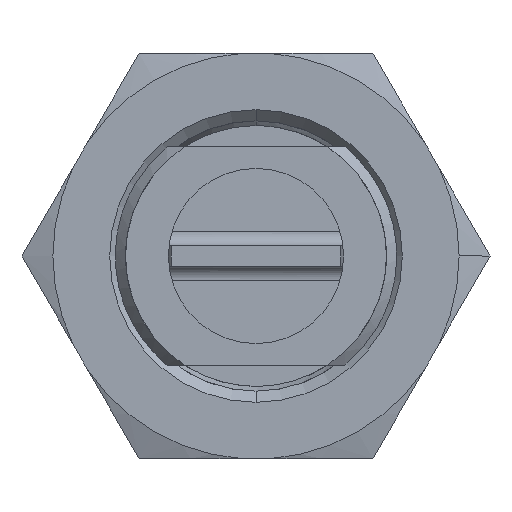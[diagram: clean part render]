
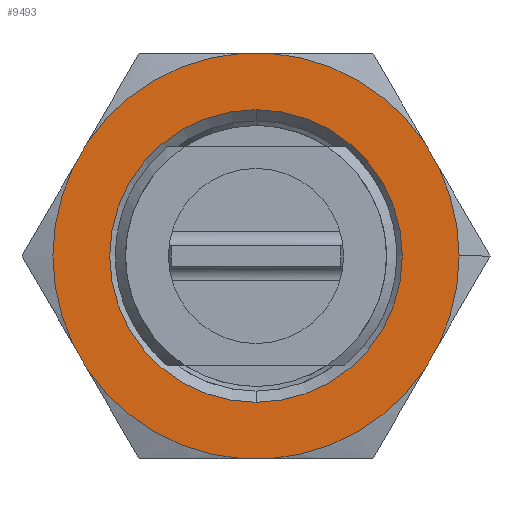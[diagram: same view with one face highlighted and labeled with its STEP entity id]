
A CAD part, front view. The second image highlights one B-rep face of the part: STEP entity #9493.
In plain terms, the highlighted planar face has unit normal (0, -1, 0).
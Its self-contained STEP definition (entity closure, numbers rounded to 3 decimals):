
#1 = CIRCLE ( 'NONE', #47, 3.988 ) ;
#28 = CARTESIAN_POINT ( 'NONE',  ( 0.809, -7.195, -3.519 ) ) ;
#44 = DIRECTION ( 'NONE',  ( 1., 0., 0. ) ) ;
#45 = DIRECTION ( 'NONE',  ( 0., 1., 0. ) ) ;
#46 = CARTESIAN_POINT ( 'NONE',  ( 0.809, -7.195, 0.469 ) ) ;
#47 = AXIS2_PLACEMENT_3D ( 'NONE', #46, #45, #44 ) ;
#114 = CARTESIAN_POINT ( 'NONE',  ( 5.781, -7.195, 2.907 ) ) ;
#115 = CARTESIAN_POINT ( 'NONE',  ( 6.346, -7.195, 0.469 ) ) ;
#155 = CARTESIAN_POINT ( 'NONE',  ( 0.809, -7.195, 4.457 ) ) ;
#5805 = FACE_OUTER_BOUND ( 'NONE', #9490, .T. ) ;
#5806 = FACE_BOUND ( 'NONE', #9499, .T. ) ;
#5807 = DIRECTION ( 'NONE',  ( 1., 0., 0. ) ) ;
#5808 = DIRECTION ( 'NONE',  ( 0., 1., 0. ) ) ;
#5809 = AXIS2_PLACEMENT_3D ( 'NONE', #5816, #5808, #5807 ) ;
#5810 = CIRCLE ( 'NONE', #5809, 3.988 ) ;
#5816 = CARTESIAN_POINT ( 'NONE',  ( 0.809, -7.195, 0.469 ) ) ;
#5820 = CIRCLE ( 'NONE', #5869, 5.537 ) ;
#5837 = DIRECTION ( 'NONE',  ( -1., 0., 0. ) ) ;
#5838 = DIRECTION ( 'NONE',  ( 0., -1., 0. ) ) ;
#5839 = CARTESIAN_POINT ( 'NONE',  ( 4.492, -7.195, 0.469 ) ) ;
#5840 = AXIS2_PLACEMENT_3D ( 'NONE', #5839, #5838, #5837 ) ;
#5842 = PLANE ( 'NONE',  #5840 ) ;
#5866 = DIRECTION ( 'NONE',  ( 1., 0., 0. ) ) ;
#5867 = DIRECTION ( 'NONE',  ( 0., -1., 0. ) ) ;
#5868 = CARTESIAN_POINT ( 'NONE',  ( 0.809, -7.195, 0.469 ) ) ;
#5869 = AXIS2_PLACEMENT_3D ( 'NONE', #5868, #5867, #5866 ) ;
#5874 = LINE ( 'NONE', #5928, #5927 ) ;
#5926 = DIRECTION ( 'NONE',  ( 0.5, 0., -0.866 ) ) ;
#5927 = VECTOR ( 'NONE', #5926, 1000. ) ;
#5928 = CARTESIAN_POINT ( 'NONE',  ( 6.514, -7.195, 1.636 ) ) ;
#6079 = CARTESIAN_POINT ( 'NONE',  ( 5.406, -7.195, 3.556 ) ) ;
#6117 = CARTESIAN_POINT ( 'NONE',  ( 0.434, -7.195, 5.993 ) ) ;
#6135 = CARTESIAN_POINT ( 'NONE',  ( 5.781, -7.195, -1.969 ) ) ;
#6136 = DIRECTION ( 'NONE',  ( 1., 0., 0. ) ) ;
#6137 = DIRECTION ( 'NONE',  ( 0., -1., 0. ) ) ;
#6138 = CARTESIAN_POINT ( 'NONE',  ( 0.809, -7.195, 0.469 ) ) ;
#6139 = AXIS2_PLACEMENT_3D ( 'NONE', #6138, #6137, #6136 ) ;
#6140 = CIRCLE ( 'NONE', #6139, 5.537 ) ;
#6168 = DIRECTION ( 'NONE',  ( 1., 0., 0. ) ) ;
#6169 = DIRECTION ( 'NONE',  ( 0., -1., 0. ) ) ;
#6170 = CARTESIAN_POINT ( 'NONE',  ( 0.809, -7.195, 0.469 ) ) ;
#6171 = AXIS2_PLACEMENT_3D ( 'NONE', #6170, #6169, #6168 ) ;
#6172 = CIRCLE ( 'NONE', #6171, 5.537 ) ;
#6177 = DIRECTION ( 'NONE',  ( 1., 0., 0. ) ) ;
#6178 = DIRECTION ( 'NONE',  ( 0., -1., 0. ) ) ;
#6179 = CARTESIAN_POINT ( 'NONE',  ( 0.809, -7.195, 0.469 ) ) ;
#6180 = AXIS2_PLACEMENT_3D ( 'NONE', #6179, #6178, #6177 ) ;
#6181 = CIRCLE ( 'NONE', #6180, 5.537 ) ;
#6186 = CARTESIAN_POINT ( 'NONE',  ( -3.788, -7.195, 3.556 ) ) ;
#6305 = CARTESIAN_POINT ( 'NONE',  ( 5.406, -7.195, -2.618 ) ) ;
#6316 = CIRCLE ( 'NONE', #6363, 5.537 ) ;
#6339 = CARTESIAN_POINT ( 'NONE',  ( 1.184, -7.195, -5.056 ) ) ;
#6345 = CARTESIAN_POINT ( 'NONE',  ( 0.809, -7.195, 0.469 ) ) ;
#6355 = CARTESIAN_POINT ( 'NONE',  ( -3.788, -7.195, -2.618 ) ) ;
#6356 = DIRECTION ( 'NONE',  ( 1., 0., 0. ) ) ;
#6357 = DIRECTION ( 'NONE',  ( 0., -1., 0. ) ) ;
#6358 = CARTESIAN_POINT ( 'NONE',  ( 0.809, -7.195, 0.469 ) ) ;
#6363 = AXIS2_PLACEMENT_3D ( 'NONE', #6358, #6357, #6356 ) ;
#6385 = DIRECTION ( 'NONE',  ( 1., 0., 0. ) ) ;
#6386 = DIRECTION ( 'NONE',  ( 0., -1., 0. ) ) ;
#6387 = AXIS2_PLACEMENT_3D ( 'NONE', #6345, #6386, #6385 ) ;
#6388 = CIRCLE ( 'NONE', #6387, 5.537 ) ;
#6467 = CARTESIAN_POINT ( 'NONE',  ( 0.434, -7.195, -5.056 ) ) ;
#8750 = EDGE_CURVE ( 'NONE', #28559, #28560, #13810, .T. ) ;
#8830 = EDGE_CURVE ( 'NONE', #9551, #8853, #14059, .T. ) ;
#8839 = EDGE_CURVE ( 'NONE', #28471, #9583, #14121, .T. ) ;
#8843 = EDGE_CURVE ( 'NONE', #9580, #9610, #14113, .T. ) ;
#8845 = EDGE_CURVE ( 'NONE', #9621, #28500, #14109, .T. ) ;
#8853 = VERTEX_POINT ( 'NONE', #14099 ) ;
#8913 = EDGE_CURVE ( 'NONE', #9616, #9645, #14232, .T. ) ;
#9403 = ORIENTED_EDGE ( 'NONE', *, *, #9500, .T. ) ;
#9414 = ORIENTED_EDGE ( 'NONE', *, *, #9584, .T. ) ;
#9416 = ORIENTED_EDGE ( 'NONE', *, *, #8830, .F. ) ;
#9440 = ORIENTED_EDGE ( 'NONE', *, *, #8845, .F. ) ;
#9475 = ORIENTED_EDGE ( 'NONE', *, *, #8843, .F. ) ;
#9476 = ORIENTED_EDGE ( 'NONE', *, *, #9620, .T. ) ;
#9477 = ORIENTED_EDGE ( 'NONE', *, *, #9521, .F. ) ;
#9478 = ORIENTED_EDGE ( 'NONE', *, *, #9590, .T. ) ;
#9480 = ORIENTED_EDGE ( 'NONE', *, *, #9627, .T. ) ;
#9481 = ORIENTED_EDGE ( 'NONE', *, *, #8750, .T. ) ;
#9484 = ORIENTED_EDGE ( 'NONE', *, *, #9577, .T. ) ;
#9485 = ORIENTED_EDGE ( 'NONE', *, *, #8913, .F. ) ;
#9490 = EDGE_LOOP ( 'NONE', ( #9507, #9476, #9440, #9480, #9485, #9478, #9475, #9484, #9481, #9477, #9403, #9416, #9414 ) ) ;
#9491 = EDGE_CURVE ( 'NONE', #28580, #28530, #5810, .T. ) ;
#9493 = ADVANCED_FACE ( 'NONE', ( #5806, #5805 ), #5842, .T. ) ;
#9496 = ORIENTED_EDGE ( 'NONE', *, *, #28522, .T. ) ;
#9499 = EDGE_LOOP ( 'NONE', ( #9496, #9508 ) ) ;
#9500 = EDGE_CURVE ( 'NONE', #9540, #8853, #5820, .T. ) ;
#9507 = ORIENTED_EDGE ( 'NONE', *, *, #8839, .F. ) ;
#9508 = ORIENTED_EDGE ( 'NONE', *, *, #9491, .T. ) ;
#9521 = EDGE_CURVE ( 'NONE', #9540, #28560, #5874, .T. ) ;
#9540 = VERTEX_POINT ( 'NONE', #6079 ) ;
#9551 = VERTEX_POINT ( 'NONE', #6117 ) ;
#9577 = EDGE_CURVE ( 'NONE', #9580, #28559, #6140, .T. ) ;
#9580 = VERTEX_POINT ( 'NONE', #6135 ) ;
#9583 = VERTEX_POINT ( 'NONE', #6186 ) ;
#9584 = EDGE_CURVE ( 'NONE', #9551, #9583, #6181, .T. ) ;
#9590 = EDGE_CURVE ( 'NONE', #9616, #9610, #6172, .T. ) ;
#9610 = VERTEX_POINT ( 'NONE', #6305 ) ;
#9616 = VERTEX_POINT ( 'NONE', #6339 ) ;
#9620 = EDGE_CURVE ( 'NONE', #28471, #28500, #6316, .T. ) ;
#9621 = VERTEX_POINT ( 'NONE', #6355 ) ;
#9627 = EDGE_CURVE ( 'NONE', #9621, #9645, #6388, .T. ) ;
#9645 = VERTEX_POINT ( 'NONE', #6467 ) ;
#13807 = DIRECTION ( 'NONE',  ( 1., 0., 0. ) ) ;
#13808 = DIRECTION ( 'NONE',  ( 0., -1., 0. ) ) ;
#13809 = AXIS2_PLACEMENT_3D ( 'NONE', #13816, #13808, #13807 ) ;
#13810 = CIRCLE ( 'NONE', #13809, 5.537 ) ;
#13816 = CARTESIAN_POINT ( 'NONE',  ( 0.809, -7.195, 0.469 ) ) ;
#14056 = DIRECTION ( 'NONE',  ( 1., 0., 0. ) ) ;
#14057 = VECTOR ( 'NONE', #14056, 1000. ) ;
#14058 = CARTESIAN_POINT ( 'NONE',  ( 4.492, -7.195, 5.993 ) ) ;
#14059 = LINE ( 'NONE', #14058, #14057 ) ;
#14099 = CARTESIAN_POINT ( 'NONE',  ( 1.184, -7.195, 5.993 ) ) ;
#14106 = DIRECTION ( 'NONE',  ( -0.5, 0., 0.866 ) ) ;
#14107 = VECTOR ( 'NONE', #14106, 1000. ) ;
#14108 = CARTESIAN_POINT ( 'NONE',  ( -3.055, -7.195, -3.888 ) ) ;
#14109 = LINE ( 'NONE', #14108, #14107 ) ;
#14110 = DIRECTION ( 'NONE',  ( -0.5, 0., -0.866 ) ) ;
#14111 = VECTOR ( 'NONE', #14110, 1000. ) ;
#14112 = CARTESIAN_POINT ( 'NONE',  ( 6.514, -7.195, -0.698 ) ) ;
#14113 = LINE ( 'NONE', #14112, #14111 ) ;
#14118 = DIRECTION ( 'NONE',  ( 0.5, 0., 0.866 ) ) ;
#14119 = VECTOR ( 'NONE', #14118, 1000. ) ;
#14120 = CARTESIAN_POINT ( 'NONE',  ( -3.055, -7.195, 4.826 ) ) ;
#14121 = LINE ( 'NONE', #14120, #14119 ) ;
#14225 = DIRECTION ( 'NONE',  ( -1., 0., 0. ) ) ;
#14226 = VECTOR ( 'NONE', #14225, 1000. ) ;
#14227 = CARTESIAN_POINT ( 'NONE',  ( 4.492, -7.195, -5.056 ) ) ;
#14232 = LINE ( 'NONE', #14227, #14226 ) ;
#27905 = CARTESIAN_POINT ( 'NONE',  ( -4.163, -7.195, 2.907 ) ) ;
#28023 = CARTESIAN_POINT ( 'NONE',  ( -4.163, -7.195, -1.969 ) ) ;
#28471 = VERTEX_POINT ( 'NONE', #27905 ) ;
#28500 = VERTEX_POINT ( 'NONE', #28023 ) ;
#28522 = EDGE_CURVE ( 'NONE', #28530, #28580, #1, .T. ) ;
#28530 = VERTEX_POINT ( 'NONE', #28 ) ;
#28559 = VERTEX_POINT ( 'NONE', #115 ) ;
#28560 = VERTEX_POINT ( 'NONE', #114 ) ;
#28580 = VERTEX_POINT ( 'NONE', #155 ) ;
